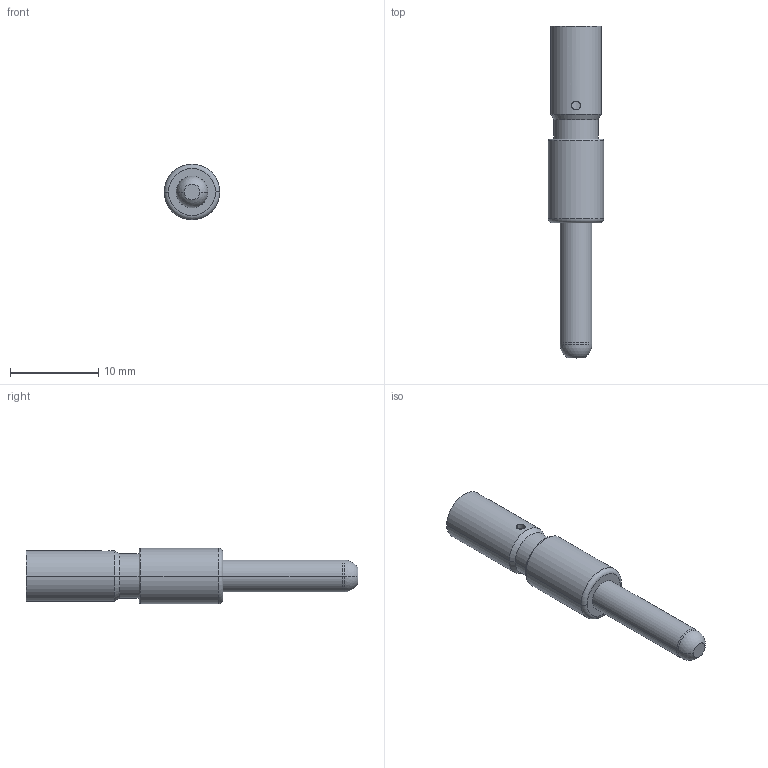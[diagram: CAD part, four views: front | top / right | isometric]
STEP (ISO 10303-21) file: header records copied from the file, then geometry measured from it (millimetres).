
FILE_DESCRIPTION((''),'2;1');
FILE_NAME('3D_1010242101401_M40-AMC75G-1_0','2017-07-14T',('zm.lin'),(''),'PRO/ENGINEER BY PARAMETRIC TECHNOLOGY CORPORATION, 2012480','PRO/ENGINEER BY PARAMETRIC TECHNOLOGY CORPORATION, 2012480','');
FILE_SCHEMA(('CONFIG_CONTROL_DESIGN'));
Length unit declared in the file: millimetre
Products named in the file (1): 3D_1010242101401_M40-AMC75G-1_0
Bounding box: 6.3 x 37.6 x 6.3 mm (x, y, z)
Volume: 591.3 mm3; surface area: 782.9 mm2
Topology: 1 solids, 1 shells, 30 faces, 62 edges, 35 vertices
Faces by surface type: cylinder 14, cone 6, plane 4, torus 4, sphere 2
Entity records: 1235 total; most frequent: COLOUR_RGB 177, CARTESIAN_POINT 175, DIRECTION 152, ORIENTED_EDGE 120, AXIS2_PLACEMENT_3D 66, PRESENTATION_STYLE_ASSIGNMENT 61, STYLED_ITEM 61, CURVE_STYLE 60
